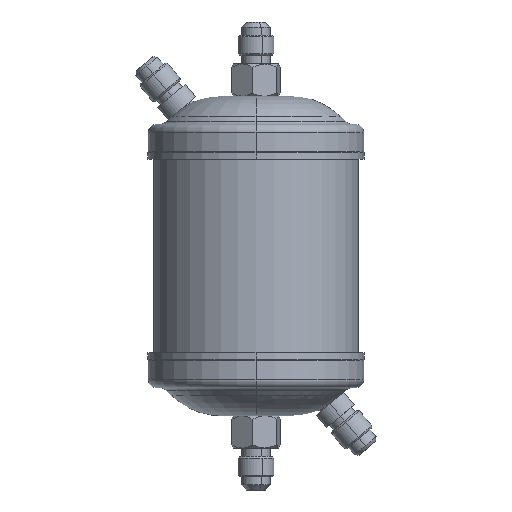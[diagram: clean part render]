
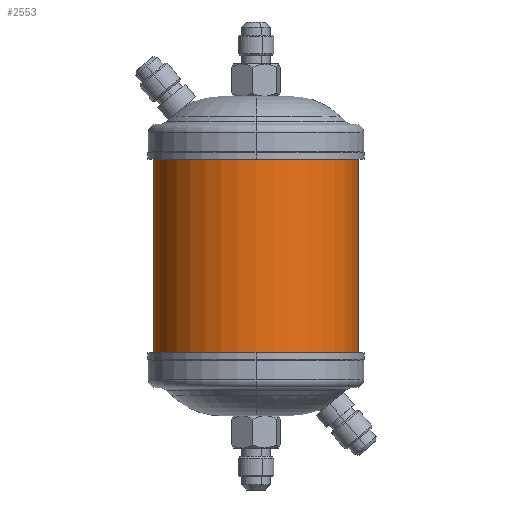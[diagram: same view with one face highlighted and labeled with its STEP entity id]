
A CAD part, front view. The second image highlights one B-rep face of the part: STEP entity #2553.
In plain terms, the highlighted cylindrical face has radius 31.75 mm (diameter 63.5 mm), a partial arc.
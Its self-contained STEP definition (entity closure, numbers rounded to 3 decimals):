
#51 = DIRECTION ( 'NONE',  ( -1., 0., 0. ) ) ;
#144 = VERTEX_POINT ( 'NONE', #3222 ) ;
#166 = CARTESIAN_POINT ( 'NONE',  ( 0., 0., 30. ) ) ;
#167 = VERTEX_POINT ( 'NONE', #3875 ) ;
#220 = CARTESIAN_POINT ( 'NONE',  ( 0., 0., -30. ) ) ;
#296 = VECTOR ( 'NONE', #2155, 1000. ) ;
#638 = DIRECTION ( 'NONE',  ( 0., 0., -1. ) ) ;
#913 = CARTESIAN_POINT ( 'NONE',  ( -31.75, 0., 38.5 ) ) ;
#960 = DIRECTION ( 'NONE',  ( 0., 0., -1. ) ) ;
#1082 = ORIENTED_EDGE ( 'NONE', *, *, #1378, .F. ) ;
#1135 = LINE ( 'NONE', #2566, #296 ) ;
#1231 = CIRCLE ( 'NONE', #2423, 31.75 ) ;
#1269 = DIRECTION ( 'NONE',  ( 0., 0., 1. ) ) ;
#1378 = EDGE_CURVE ( 'NONE', #1659, #144, #1135, .T. ) ;
#1640 = DIRECTION ( 'NONE',  ( -1., 0., 0. ) ) ;
#1659 = VERTEX_POINT ( 'NONE', #4191 ) ;
#1702 = ORIENTED_EDGE ( 'NONE', *, *, #3867, .F. ) ;
#1971 = DIRECTION ( 'NONE',  ( 0., 0., -1. ) ) ;
#2019 = LINE ( 'NONE', #913, #4073 ) ;
#2155 = DIRECTION ( 'NONE',  ( 0., 0., -1. ) ) ;
#2160 = EDGE_LOOP ( 'NONE', ( #1082, #1702, #4269, #4060 ) ) ;
#2423 = AXIS2_PLACEMENT_3D ( 'NONE', #220, #1971, #1640 ) ;
#2452 = EDGE_CURVE ( 'NONE', #167, #2879, #2019, .T. ) ;
#2553 = ADVANCED_FACE ( 'NONE', ( #3865 ), #3240, .T. ) ;
#2566 = CARTESIAN_POINT ( 'NONE',  ( 31.75, 0., 38.5 ) ) ;
#2879 = VERTEX_POINT ( 'NONE', #3786 ) ;
#2936 = EDGE_CURVE ( 'NONE', #144, #2879, #1231, .T. ) ;
#3222 = CARTESIAN_POINT ( 'NONE',  ( 31.75, 0., -30. ) ) ;
#3240 = CYLINDRICAL_SURFACE ( 'NONE', #3700, 31.75 ) ;
#3700 = AXIS2_PLACEMENT_3D ( 'NONE', #4308, #638, #51 ) ;
#3786 = CARTESIAN_POINT ( 'NONE',  ( -31.75, 0., -30. ) ) ;
#3865 = FACE_OUTER_BOUND ( 'NONE', #2160, .T. ) ;
#3867 = EDGE_CURVE ( 'NONE', #167, #1659, #3945, .T. ) ;
#3875 = CARTESIAN_POINT ( 'NONE',  ( -31.75, 0., 30. ) ) ;
#3945 = CIRCLE ( 'NONE', #4015, 31.75 ) ;
#4015 = AXIS2_PLACEMENT_3D ( 'NONE', #166, #1269, #4078 ) ;
#4060 = ORIENTED_EDGE ( 'NONE', *, *, #2936, .F. ) ;
#4073 = VECTOR ( 'NONE', #960, 1000. ) ;
#4078 = DIRECTION ( 'NONE',  ( 1., 0., 0. ) ) ;
#4191 = CARTESIAN_POINT ( 'NONE',  ( 31.75, 0., 30. ) ) ;
#4269 = ORIENTED_EDGE ( 'NONE', *, *, #2452, .T. ) ;
#4308 = CARTESIAN_POINT ( 'NONE',  ( 0., 0., 38.5 ) ) ;
